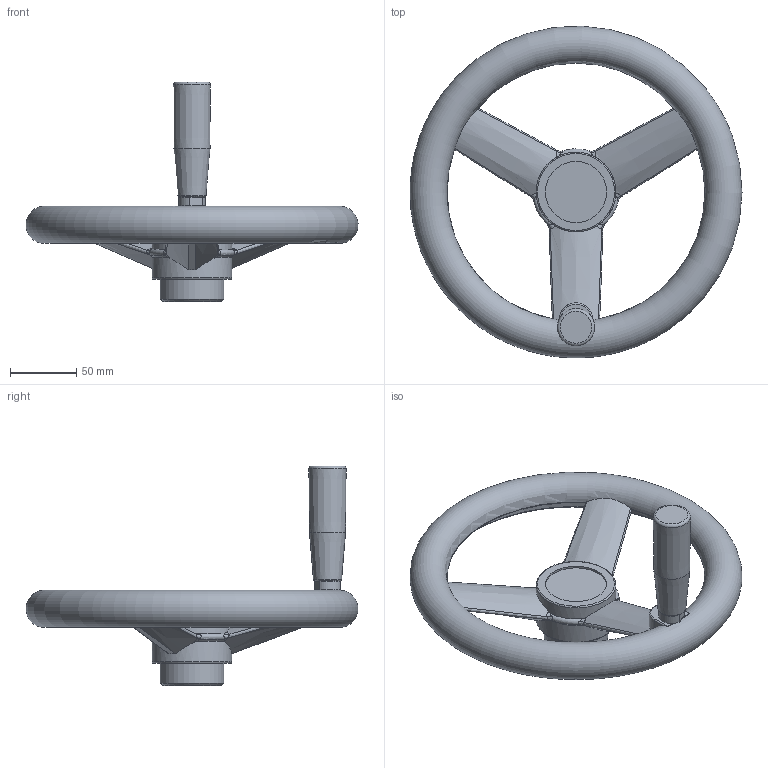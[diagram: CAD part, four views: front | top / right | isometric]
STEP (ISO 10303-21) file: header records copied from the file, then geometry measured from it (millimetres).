
FILE_DESCRIPTION( ( 'Unknown' ), '1' );
FILE_NAME( '6103030_VR250-M.stp', 'Unknown', ( 'Unknown' ), ( 'Unknown' ), 'XStep 1.0', 'Unknown', ' ' );
FILE_SCHEMA( ( 'CONFIG_CONTROL_DESIGN' ) );
Length unit declared in the file: millimetre
Products named in the file (1): 1
Bounding box: 249.91 x 249.76 x 165.44 mm (x, y, z)
Volume: 620468.7 mm3; surface area: 111647.8 mm2
Topology: 1 solids, 3 shells, 134 faces, 337 edges, 209 vertices
Faces by surface type: bspline 39, plane 36, cylinder 24, torus 18, cone 16, sphere 1
Full cylindrical faces by diameter (mm): 8 x1, 8.3 x1, 9 x1, 10 x2, 10.6 x1, 12 x1, 14 x1, 14.5 x1, 46 x1, 48 x1, 60 x2
Entity records: 9050 total; most frequent: CARTESIAN_POINT 6350, ORIENTED_EDGE 590, DIRECTION 449, EDGE_CURVE 295, AXIS2_PLACEMENT_3D 205, VERTEX_POINT 197, EDGE_LOOP 169, FACE_OUTER_BOUND 153
